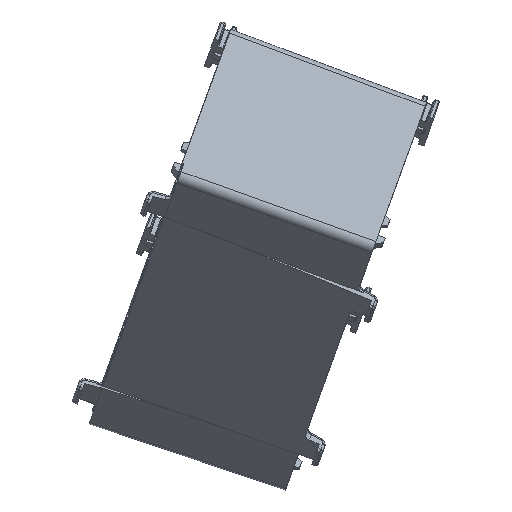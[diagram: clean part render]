
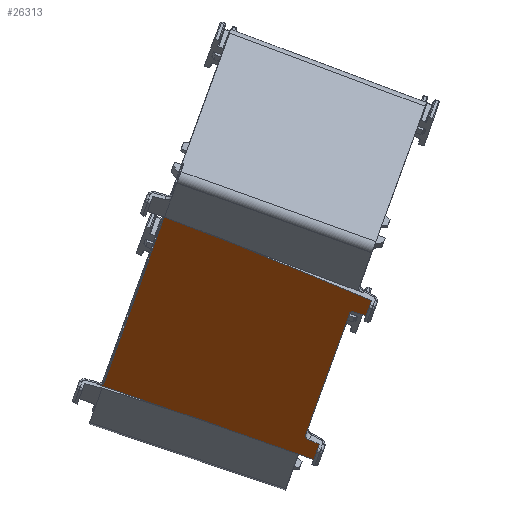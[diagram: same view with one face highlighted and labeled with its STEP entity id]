
A CAD part, left-side view. The second image highlights one B-rep face of the part: STEP entity #26313.
In plain terms, the highlighted face is planar.
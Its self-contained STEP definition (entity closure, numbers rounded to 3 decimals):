
#9266=CARTESIAN_POINT('Line Origine',(0.,35.7,-29.328)) ;
#9270=CARTESIAN_POINT('Vertex',(27.586,35.7,-29.328)) ;
#9272=CARTESIAN_POINT('Vertex',(-27.586,35.7,-29.328)) ;
#9536=CARTESIAN_POINT('Control Point',(27.586,35.7,-29.328)) ;
#9537=CARTESIAN_POINT('Control Point',(27.966,35.7,-29.328)) ;
#9538=CARTESIAN_POINT('Control Point',(28.35,35.895,-29.325)) ;
#9539=CARTESIAN_POINT('Control Point',(28.565,36.269,-29.318)) ;
#9540=CARTESIAN_POINT('Control Point',(28.585,36.648,-29.311)) ;
#9541=CARTESIAN_POINT('Vertex',(28.585,36.648,-29.311)) ;
#9759=CARTESIAN_POINT('Control Point',(-27.586,35.7,-29.328)) ;
#9760=CARTESIAN_POINT('Control Point',(-27.966,35.7,-29.328)) ;
#9761=CARTESIAN_POINT('Control Point',(-28.35,35.895,-29.325)) ;
#9762=CARTESIAN_POINT('Control Point',(-28.565,36.269,-29.318)) ;
#9763=CARTESIAN_POINT('Control Point',(-28.585,36.648,-29.311)) ;
#9764=CARTESIAN_POINT('Vertex',(-28.585,36.648,-29.311)) ;
#10077=CARTESIAN_POINT('Vertex',(-20.317,0.,-29.951)) ;
#10080=CARTESIAN_POINT('Line Origine',(0.,0.,-29.951)) ;
#10084=CARTESIAN_POINT('Vertex',(20.317,0.,-29.951)) ;
#10597=CARTESIAN_POINT('Control Point',(20.317,0.,-29.951)) ;
#10598=CARTESIAN_POINT('Control Point',(20.697,0.,-29.951)) ;
#10599=CARTESIAN_POINT('Control Point',(21.08,-0.195,-29.955)) ;
#10600=CARTESIAN_POINT('Control Point',(21.296,-0.569,-29.961)) ;
#10601=CARTESIAN_POINT('Control Point',(21.316,-0.948,-29.968)) ;
#10602=CARTESIAN_POINT('Vertex',(21.316,-0.948,-29.968)) ;
#10798=CARTESIAN_POINT('Vertex',(-21.316,-0.948,-29.968)) ;
#10802=CARTESIAN_POINT('Control Point',(-20.317,0.,-29.951)) ;
#10803=CARTESIAN_POINT('Control Point',(-20.697,0.,-29.951)) ;
#10804=CARTESIAN_POINT('Control Point',(-21.08,-0.195,-29.955)) ;
#10805=CARTESIAN_POINT('Control Point',(-21.296,-0.569,-29.961)) ;
#10806=CARTESIAN_POINT('Control Point',(-21.316,-0.948,-29.968)) ;
#10887=CARTESIAN_POINT('Vertex',(27.827,22.179,-29.564)) ;
#10961=CARTESIAN_POINT('Vertex',(-27.827,22.179,-29.564)) ;
#25097=CARTESIAN_POINT('Control Point',(27.827,22.179,-29.564)) ;
#25098=CARTESIAN_POINT('Control Point',(28.585,36.648,-29.311)) ;
#25638=CARTESIAN_POINT('Control Point',(-27.827,22.179,-29.564)) ;
#25639=CARTESIAN_POINT('Control Point',(-28.585,36.648,-29.311)) ;
#26254=CARTESIAN_POINT('Axis2P3D Location',(0.,35.7,-29.328)) ;
#26259=CARTESIAN_POINT('Line Origine',(27.172,9.689,-29.782)) ;
#26263=CARTESIAN_POINT('Vertex',(26.517,-2.8,-30.)) ;
#26266=CARTESIAN_POINT('Line Origine',(23.965,-2.8,-30.)) ;
#26270=CARTESIAN_POINT('Vertex',(21.413,-2.8,-30.)) ;
#26273=CARTESIAN_POINT('Line Origine',(21.364,-1.874,-29.984)) ;
#26278=CARTESIAN_POINT('Line Origine',(-21.364,-1.874,-29.984)) ;
#26282=CARTESIAN_POINT('Vertex',(-21.413,-2.8,-30.)) ;
#26285=CARTESIAN_POINT('Line Origine',(-23.965,-2.8,-30.)) ;
#26289=CARTESIAN_POINT('Vertex',(-26.517,-2.8,-30.)) ;
#26292=CARTESIAN_POINT('Line Origine',(-27.172,9.689,-29.782)) ;
#9267=DIRECTION('Vector Direction',(-1.,0.,0.)) ;
#10081=DIRECTION('Vector Direction',(1.,0.,0.)) ;
#26255=DIRECTION('Axis2P3D Direction',(0.,-0.017,1.)) ;
#26256=DIRECTION('Axis2P3D XDirection',(0.,-1.,-0.017)) ;
#26260=DIRECTION('Vector Direction',(-0.052,-0.998,-0.017)) ;
#26267=DIRECTION('Vector Direction',(1.,0.,0.)) ;
#26274=DIRECTION('Vector Direction',(-0.052,0.998,0.017)) ;
#26279=DIRECTION('Vector Direction',(0.052,0.998,0.017)) ;
#26286=DIRECTION('Vector Direction',(1.,0.,0.)) ;
#26293=DIRECTION('Vector Direction',(0.052,-0.998,-0.017)) ;
#26257=AXIS2_PLACEMENT_3D('Plane Axis2P3D',#26254,#26255,#26256) ;
#26298=ORIENTED_EDGE('',*,*,#25099,.F.) ;
#26299=ORIENTED_EDGE('',*,*,#26265,.T.) ;
#26300=ORIENTED_EDGE('',*,*,#26272,.F.) ;
#26301=ORIENTED_EDGE('',*,*,#26277,.T.) ;
#26302=ORIENTED_EDGE('',*,*,#10604,.T.) ;
#26303=ORIENTED_EDGE('',*,*,#10086,.T.) ;
#26304=ORIENTED_EDGE('',*,*,#10807,.T.) ;
#26305=ORIENTED_EDGE('',*,*,#26284,.F.) ;
#26306=ORIENTED_EDGE('',*,*,#26291,.T.) ;
#26307=ORIENTED_EDGE('',*,*,#26296,.F.) ;
#26308=ORIENTED_EDGE('',*,*,#25640,.F.) ;
#26309=ORIENTED_EDGE('',*,*,#9766,.T.) ;
#26310=ORIENTED_EDGE('',*,*,#9274,.F.) ;
#26311=ORIENTED_EDGE('',*,*,#9543,.T.) ;
#9268=VECTOR('Line Direction',#9267,1.) ;
#10082=VECTOR('Line Direction',#10081,1.) ;
#26261=VECTOR('Line Direction',#26260,1.) ;
#26268=VECTOR('Line Direction',#26267,1.) ;
#26275=VECTOR('Line Direction',#26274,1.) ;
#26280=VECTOR('Line Direction',#26279,1.) ;
#26287=VECTOR('Line Direction',#26286,1.) ;
#26294=VECTOR('Line Direction',#26293,1.) ;
#26313=ADVANCED_FACE('PartBody',(#26312),#26258,.F.) ;
#9535=B_SPLINE_CURVE_WITH_KNOTS('',4,(#9536,#9537,#9538,#9539,#9540),.UNSPECIFIED.,.F.,.U.,(5,5),(0.,2.147),.UNSPECIFIED.) ;
#9758=B_SPLINE_CURVE_WITH_KNOTS('',4,(#9759,#9760,#9761,#9762,#9763),.UNSPECIFIED.,.F.,.U.,(5,5),(0.,2.147),.UNSPECIFIED.) ;
#10596=B_SPLINE_CURVE_WITH_KNOTS('',4,(#10597,#10598,#10599,#10600,#10601),.UNSPECIFIED.,.F.,.U.,(5,5),(0.,2.147),.UNSPECIFIED.) ;
#10801=B_SPLINE_CURVE_WITH_KNOTS('',4,(#10802,#10803,#10804,#10805,#10806),.UNSPECIFIED.,.F.,.U.,(5,5),(0.,2.147),.UNSPECIFIED.) ;
#25096=B_SPLINE_CURVE_WITH_KNOTS('',1,(#25097,#25098),.UNSPECIFIED.,.F.,.U.,(2,2),(-1.65,12.841),.UNSPECIFIED.) ;
#25637=B_SPLINE_CURVE_WITH_KNOTS('',1,(#25638,#25639),.UNSPECIFIED.,.F.,.U.,(2,2),(-1.65,12.841),.UNSPECIFIED.) ;
#9274=EDGE_CURVE('',#9271,#9273,#9269,.T.) ;
#9543=EDGE_CURVE('',#9271,#9542,#9535,.T.) ;
#9766=EDGE_CURVE('',#9765,#9273,#9758,.F.) ;
#10086=EDGE_CURVE('',#10085,#10078,#10083,.F.) ;
#10604=EDGE_CURVE('',#10603,#10085,#10596,.F.) ;
#10807=EDGE_CURVE('',#10078,#10799,#10801,.T.) ;
#25099=EDGE_CURVE('',#10888,#9542,#25096,.T.) ;
#25640=EDGE_CURVE('',#9765,#10962,#25637,.F.) ;
#26265=EDGE_CURVE('',#10888,#26264,#26262,.T.) ;
#26272=EDGE_CURVE('',#26271,#26264,#26269,.T.) ;
#26277=EDGE_CURVE('',#26271,#10603,#26276,.T.) ;
#26284=EDGE_CURVE('',#26283,#10799,#26281,.T.) ;
#26291=EDGE_CURVE('',#26283,#26290,#26288,.F.) ;
#26296=EDGE_CURVE('',#10962,#26290,#26295,.T.) ;
#26297=EDGE_LOOP('',(#26298,#26299,#26300,#26301,#26302,#26303,#26304,#26305,#26306,#26307,#26308,#26309,#26310,#26311)) ;
#26312=FACE_OUTER_BOUND('',#26297,.T.) ;
#9269=LINE('Line',#9266,#9268) ;
#10083=LINE('Line',#10080,#10082) ;
#26262=LINE('Line',#26259,#26261) ;
#26269=LINE('Line',#26266,#26268) ;
#26276=LINE('Line',#26273,#26275) ;
#26281=LINE('Line',#26278,#26280) ;
#26288=LINE('Line',#26285,#26287) ;
#26295=LINE('Line',#26292,#26294) ;
#26258=PLANE('',#26257) ;
#9271=VERTEX_POINT('',#9270) ;
#9273=VERTEX_POINT('',#9272) ;
#9542=VERTEX_POINT('',#9541) ;
#9765=VERTEX_POINT('',#9764) ;
#10078=VERTEX_POINT('',#10077) ;
#10085=VERTEX_POINT('',#10084) ;
#10603=VERTEX_POINT('',#10602) ;
#10799=VERTEX_POINT('',#10798) ;
#10888=VERTEX_POINT('',#10887) ;
#10962=VERTEX_POINT('',#10961) ;
#26264=VERTEX_POINT('',#26263) ;
#26271=VERTEX_POINT('',#26270) ;
#26283=VERTEX_POINT('',#26282) ;
#26290=VERTEX_POINT('',#26289) ;
